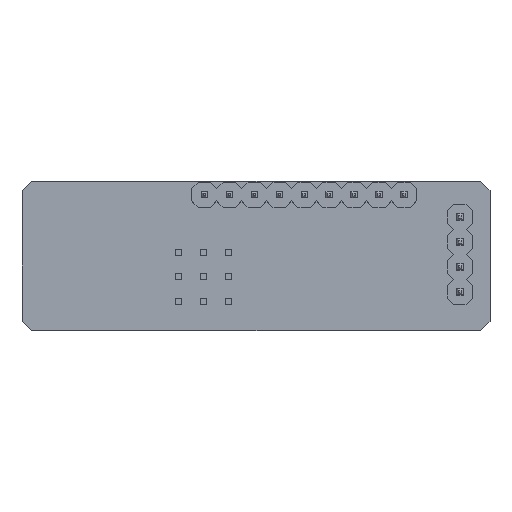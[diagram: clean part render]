
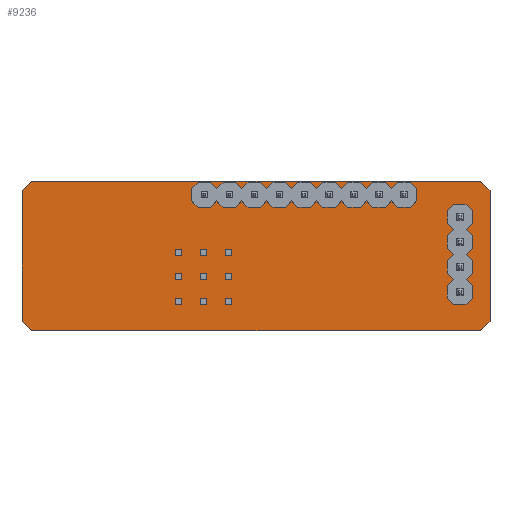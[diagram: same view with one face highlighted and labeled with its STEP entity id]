
A CAD part, top view. The second image highlights one B-rep face of the part: STEP entity #9236.
In plain terms, the highlighted planar face has unit normal (0, 0, 1).
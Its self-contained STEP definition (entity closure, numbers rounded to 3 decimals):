
#936=FACE_OUTER_BOUND('',#1471,.T.);
#1471=EDGE_LOOP('',(#8232,#8233,#8234,#8235,#8236,#8237,#8238,#8239));
#2653=LINE('',#14458,#3855);
#2656=LINE('',#14464,#3858);
#2660=LINE('',#14471,#3862);
#2663=LINE('',#14477,#3865);
#2666=LINE('',#14483,#3868);
#2669=LINE('',#14489,#3871);
#2672=LINE('',#14495,#3874);
#2675=LINE('',#14499,#3877);
#3855=VECTOR('',#11975,10.);
#3858=VECTOR('',#11980,10.);
#3862=VECTOR('',#11986,10.);
#3865=VECTOR('',#11991,10.);
#3868=VECTOR('',#11996,10.);
#3871=VECTOR('',#12001,10.);
#3874=VECTOR('',#12006,10.);
#3877=VECTOR('',#12011,10.);
#4636=VERTEX_POINT('',#14455);
#4637=VERTEX_POINT('',#14457);
#4639=VERTEX_POINT('',#14463);
#4641=VERTEX_POINT('',#14470);
#4643=VERTEX_POINT('',#14476);
#4645=VERTEX_POINT('',#14482);
#4647=VERTEX_POINT('',#14488);
#4649=VERTEX_POINT('',#14494);
#5829=EDGE_CURVE('',#4637,#4636,#2653,.T.);
#5832=EDGE_CURVE('',#4639,#4637,#2656,.T.);
#5836=EDGE_CURVE('',#4641,#4639,#2660,.T.);
#5839=EDGE_CURVE('',#4643,#4641,#2663,.T.);
#5842=EDGE_CURVE('',#4645,#4643,#2666,.T.);
#5845=EDGE_CURVE('',#4647,#4645,#2669,.T.);
#5848=EDGE_CURVE('',#4649,#4647,#2672,.T.);
#5851=EDGE_CURVE('',#4636,#4649,#2675,.T.);
#8232=ORIENTED_EDGE('',*,*,#5851,.T.);
#8233=ORIENTED_EDGE('',*,*,#5848,.T.);
#8234=ORIENTED_EDGE('',*,*,#5845,.T.);
#8235=ORIENTED_EDGE('',*,*,#5842,.T.);
#8236=ORIENTED_EDGE('',*,*,#5839,.T.);
#8237=ORIENTED_EDGE('',*,*,#5836,.T.);
#8238=ORIENTED_EDGE('',*,*,#5832,.T.);
#8239=ORIENTED_EDGE('',*,*,#5829,.T.);
#8745=PLANE('',#9809);
#9236=ADVANCED_FACE('',(#936),#8745,.T.);
#9809=AXIS2_PLACEMENT_3D('',#14500,#12012,#12013);
#11975=DIRECTION('',(1.,0.,0.));
#11980=DIRECTION('',(0.707,-0.707,0.));
#11986=DIRECTION('',(0.,-1.,0.));
#11991=DIRECTION('',(-0.707,-0.707,0.));
#11996=DIRECTION('',(-1.,0.,0.));
#12001=DIRECTION('',(-0.707,0.707,0.));
#12006=DIRECTION('',(0.,1.,0.));
#12011=DIRECTION('',(0.707,0.707,0.));
#12012=DIRECTION('center_axis',(0.,0.,1.));
#12013=DIRECTION('ref_axis',(1.,0.,0.));
#14455=CARTESIAN_POINT('',(46.63,0.,0.8));
#14457=CARTESIAN_POINT('',(1.,0.,0.8));
#14458=CARTESIAN_POINT('',(1.,0.,0.8));
#14463=CARTESIAN_POINT('',(0.,1.,0.8));
#14464=CARTESIAN_POINT('',(1.,0.,0.8));
#14470=CARTESIAN_POINT('',(0.,14.24,0.8));
#14471=CARTESIAN_POINT('',(0.,14.24,0.8));
#14476=CARTESIAN_POINT('',(1.,15.24,0.8));
#14477=CARTESIAN_POINT('',(1.,15.24,0.8));
#14482=CARTESIAN_POINT('',(46.63,15.24,0.8));
#14483=CARTESIAN_POINT('',(46.63,15.24,0.8));
#14488=CARTESIAN_POINT('',(47.63,14.24,0.8));
#14489=CARTESIAN_POINT('',(47.63,14.24,0.8));
#14494=CARTESIAN_POINT('',(47.63,1.,0.8));
#14495=CARTESIAN_POINT('',(47.63,1.,0.8));
#14499=CARTESIAN_POINT('',(46.63,0.,0.8));
#14500=CARTESIAN_POINT('Origin',(23.815,7.62,0.8));
